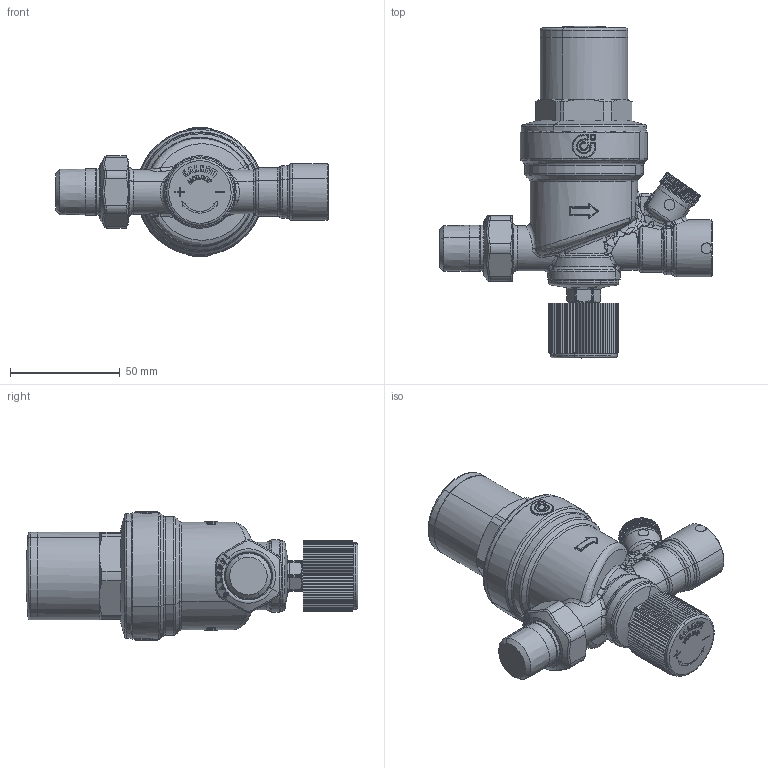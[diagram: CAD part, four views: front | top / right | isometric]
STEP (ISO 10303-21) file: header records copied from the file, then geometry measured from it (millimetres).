
FILE_DESCRIPTION(('CATIA V5 STEP Exchange','CAx-IF Rec.Pracs.--- Model Styling and Organization---1.5--- 2016-08-15','CAx-IF Rec.Pracs.---Supplemental Geometry---1.0---2011-11-01','CAx-IF Rec.Pracs.--- Composite Materials ---3.4---2017-06-13','CAx-IF Rec.Pracs.---Tessellated 3D Geometry---1.0---2015-12-17'),'2;1');
FILE_NAME('STEP_553542A_-_TST.stp','2025-09-05T15:03:21+00:00',('none'),('none'),'CATIA Version 5-6 Release 2020 SP5','CATIA V5 STEP AP242 v2','none');
FILE_SCHEMA(('AP242_MANAGED_MODEL_BASED_3D_ENGINEERING_MIM_LF {1 0 10303 442 1 1 4}'));
Length unit declared in the file: millimetre
Products named in the file (1): 553542A - TST
Bounding box: 124.2 x 151.43 x 58.8 mm (x, y, z)
Volume: 254355.6 mm3; surface area: 37460.8 mm2
Topology: 2 solids, 3 shells, 2360 faces, 5895 edges, 3437 vertices
Faces by surface type: bspline 1115, plane 723, cylinder 232, sphere 119, cone 96, torus 75
Entity records: 160661 total; most frequent: CARTESIAN_POINT 114936, ORIENTED_EDGE 11506, EDGE_CURVE 5753, DIRECTION 4290, VERTEX_POINT 3437, B_SPLINE_CURVE_WITH_KNOTS 3369, EDGE_LOOP 2400, ADVANCED_FACE 2360
